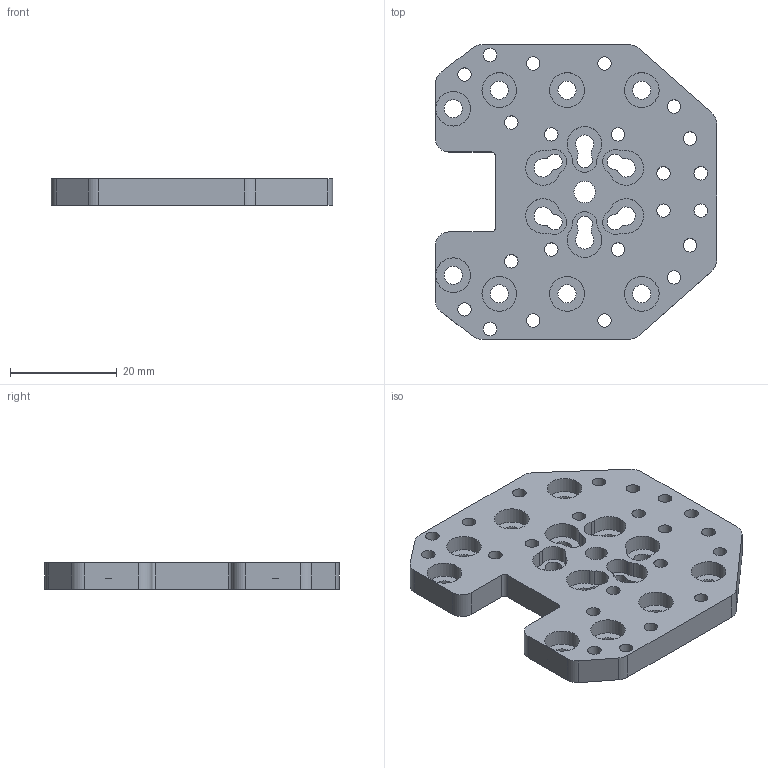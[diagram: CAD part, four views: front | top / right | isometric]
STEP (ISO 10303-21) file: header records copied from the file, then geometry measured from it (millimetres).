
FILE_DESCRIPTION(/* description */ (''),/* implementation_level */ '2;1');
FILE_NAME(/* name */ 'Main Toolplate.step',/* time_stamp */ '2024-03-21T11:07:47-05:00',/* author */ (''),/* organization */ (''),/* preprocessor_version */ 'ST-DEVELOPER v20',/* originating_system */ 'Autodesk Translation Framework v12.20.1.177',/* authorisation */ '');
FILE_SCHEMA (('AUTOMOTIVE_DESIGN { 1 0 10303 214 3 1 1 }'));
Length unit declared in the file: millimetre
Products named in the file (1): P000033
Bounding box: 52.75 x 55.2 x 5 mm (x, y, z)
Volume: 9954.4 mm3; surface area: 7637 mm2
Topology: 1 solids, 1 shells, 127 faces, 333 edges, 222 vertices
Faces by surface type: cylinder 99, plane 28
Full cylindrical faces by diameter (mm): 2.529 x22, 3.4 x8, 4.05 x1, 6.5 x8
Entity records: 4213 total; most frequent: DIRECTION 787, CARTESIAN_POINT 683, ORIENTED_EDGE 666, EDGE_CURVE 333, AXIS2_PLACEMENT_3D 326, VERTEX_POINT 222, EDGE_LOOP 215, CIRCLE 198
